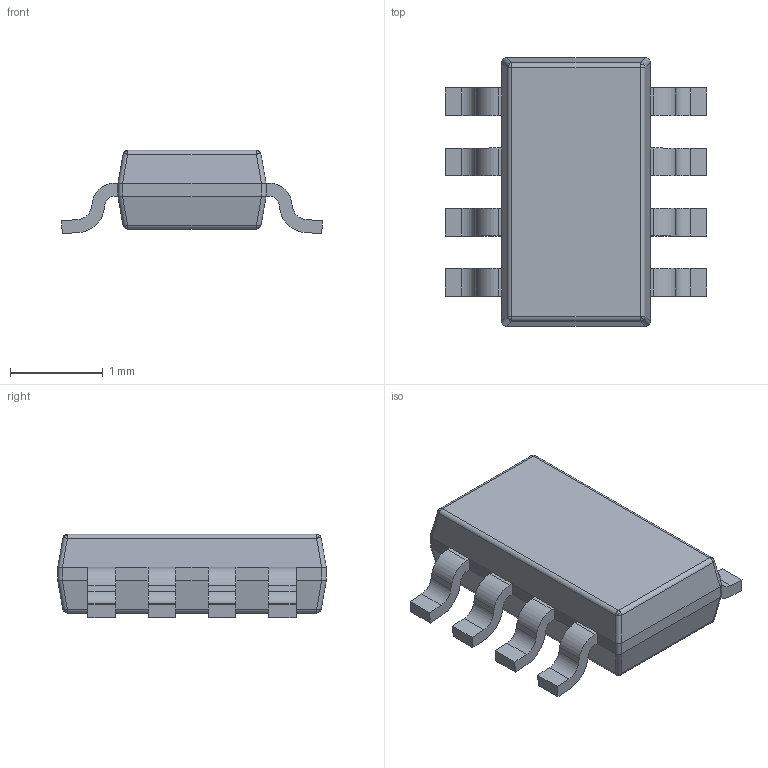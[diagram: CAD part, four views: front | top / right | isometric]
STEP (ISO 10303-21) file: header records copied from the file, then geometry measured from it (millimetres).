
FILE_DESCRIPTION(/* description */ ('Unknown'),/* implementation_level */ '2;1');
FILE_NAME(/* name */ 'LM74501QDDFRQ1',/* time_stamp */ '2025-01-23T07:29:37+02:00',/* author */ ('Unknown'),/* organization */ ('Unknown'),/* preprocessor_version */ 'ST-DEVELOPER v19.4',/* originating_system */ 'Solid Edge',/* authorisation */ 'Unknown');
FILE_SCHEMA (('AUTOMOTIVE_DESIGN {1 0 10303 214 3 1 1}'));
Length unit declared in the file: millimetre
Products named in the file (1): LM74501QDDFRQ1
Bounding box: 2.82 x 2.9 x 0.9 mm (x, y, z)
Volume: 4 mm3; surface area: 21.2 mm2
Topology: 1 solids, 1 shells, 162 faces, 406 edges, 246 vertices
Faces by surface type: plane 94, cylinder 52, sphere 16
Entity records: 5906 total; most frequent: CARTESIAN_POINT 839, DIRECTION 834, ORIENTED_EDGE 812, EDGE_CURVE 406, LINE 288, VECTOR 288, AXIS2_PLACEMENT_3D 273, VERTEX_POINT 246
